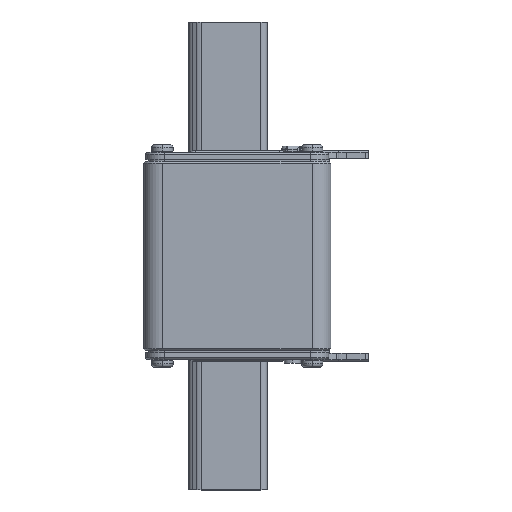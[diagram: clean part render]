
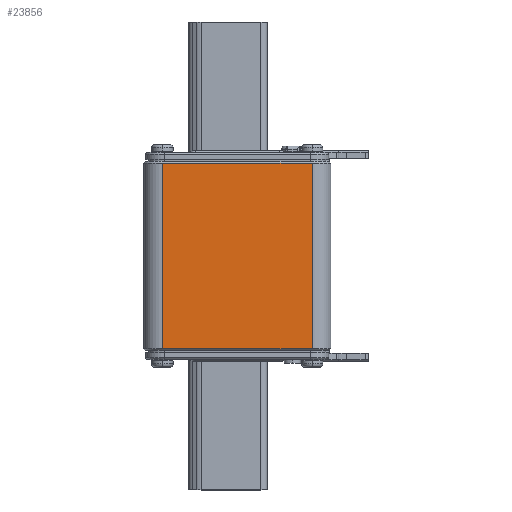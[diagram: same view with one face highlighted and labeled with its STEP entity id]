
A CAD part, top view. The second image highlights one B-rep face of the part: STEP entity #23856.
In plain terms, the highlighted planar face has unit normal (0, 0, 1).
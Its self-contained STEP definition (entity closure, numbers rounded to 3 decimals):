
#1080 = FACE_OUTER_BOUND ( 'NONE', #3034, .T. ) ;
#1199 = VECTOR ( 'NONE', #4963, 1000. ) ;
#1655 = DIRECTION ( 'NONE',  ( 0., 0., -1. ) ) ;
#3034 = EDGE_LOOP ( 'NONE', ( #15112, #23152, #19331, #27214 ) ) ;
#3469 = VERTEX_POINT ( 'NONE', #3876 ) ;
#3737 = EDGE_CURVE ( 'NONE', #3469, #18679, #21409, .T. ) ;
#3876 = CARTESIAN_POINT ( 'NONE',  ( 24., 29.75, 26.5 ) ) ;
#4202 = VERTEX_POINT ( 'NONE', #10333 ) ;
#4363 = DIRECTION ( 'NONE',  ( 1., 0., 0. ) ) ;
#4963 = DIRECTION ( 'NONE',  ( -1., 0., 0. ) ) ;
#6850 = CARTESIAN_POINT ( 'NONE',  ( 24., -29.75, 26.5 ) ) ;
#8073 = VERTEX_POINT ( 'NONE', #20405 ) ;
#8936 = CARTESIAN_POINT ( 'NONE',  ( 24., -30.25, 26.5 ) ) ;
#10164 = AXIS2_PLACEMENT_3D ( 'NONE', #30785, #1655, #18710 ) ;
#10333 = CARTESIAN_POINT ( 'NONE',  ( 24., -29.75, 26.5 ) ) ;
#13857 = PLANE ( 'NONE',  #10164 ) ;
#15112 = ORIENTED_EDGE ( 'NONE', *, *, #18086, .T. ) ;
#16112 = CARTESIAN_POINT ( 'NONE',  ( -24., -30.25, 26.5 ) ) ;
#16320 = LINE ( 'NONE', #16112, #22748 ) ;
#18052 = VECTOR ( 'NONE', #4363, 1000. ) ;
#18086 = EDGE_CURVE ( 'NONE', #4202, #3469, #29529, .T. ) ;
#18679 = VERTEX_POINT ( 'NONE', #28000 ) ;
#18710 = DIRECTION ( 'NONE',  ( 1., 0., 0. ) ) ;
#19331 = ORIENTED_EDGE ( 'NONE', *, *, #28366, .T. ) ;
#19897 = EDGE_CURVE ( 'NONE', #8073, #4202, #25234, .T. ) ;
#20405 = CARTESIAN_POINT ( 'NONE',  ( -24., -29.75, 26.5 ) ) ;
#21409 = LINE ( 'NONE', #29251, #1199 ) ;
#22748 = VECTOR ( 'NONE', #25822, 1000. ) ;
#23063 = VECTOR ( 'NONE', #28323, 1000. ) ;
#23152 = ORIENTED_EDGE ( 'NONE', *, *, #3737, .T. ) ;
#23856 = ADVANCED_FACE ( 'NONE', ( #1080 ), #13857, .F. ) ;
#25234 = LINE ( 'NONE', #6850, #18052 ) ;
#25822 = DIRECTION ( 'NONE',  ( 0., -1., 0. ) ) ;
#27214 = ORIENTED_EDGE ( 'NONE', *, *, #19897, .T. ) ;
#28000 = CARTESIAN_POINT ( 'NONE',  ( -24., 29.75, 26.5 ) ) ;
#28323 = DIRECTION ( 'NONE',  ( 0., 1., 0. ) ) ;
#28366 = EDGE_CURVE ( 'NONE', #18679, #8073, #16320, .T. ) ;
#29251 = CARTESIAN_POINT ( 'NONE',  ( -30., 29.75, 26.5 ) ) ;
#29529 = LINE ( 'NONE', #8936, #23063 ) ;
#30785 = CARTESIAN_POINT ( 'NONE',  ( -30., -30.25, 26.5 ) ) ;
